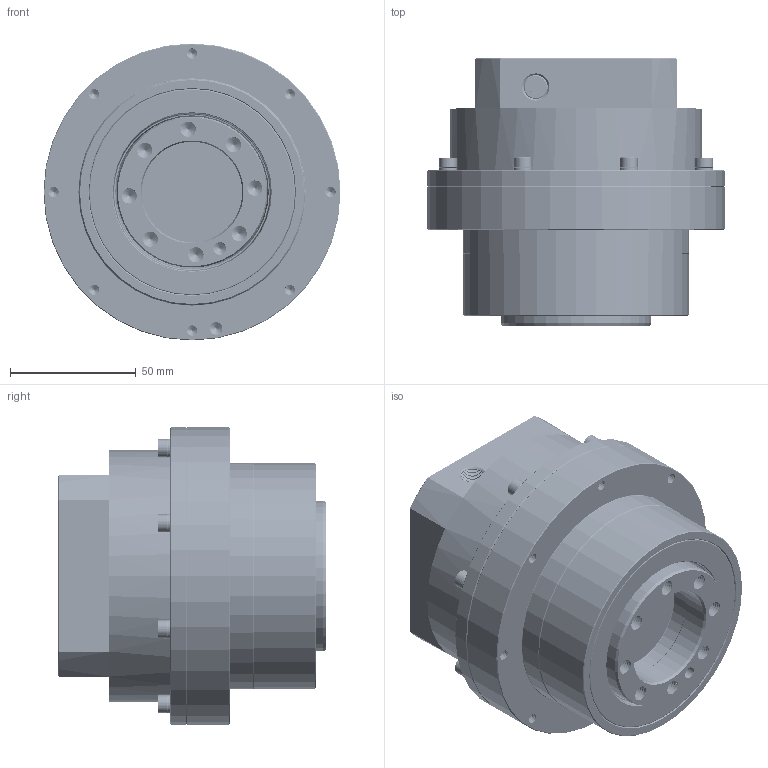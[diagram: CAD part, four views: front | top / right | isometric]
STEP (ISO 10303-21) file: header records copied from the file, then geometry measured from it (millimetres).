
FILE_DESCRIPTION (( 'STEP AP203' ), '1' );
FILE_NAME ('DRP125 750W.STEP', '2022-10-20T08:20:08', ( '' ), ( '' ), 'SwSTEP 2.0', 'SolidWorks 2022', '' );
FILE_SCHEMA (( 'CONFIG_CONTROL_DESIGN' ));
Length unit declared in the file: millimetre
Products named in the file (19): Oil Seal-TC d24XD40XB8; DRP125 750W; Motor Clamp 75B; BRG6812; C-ring R80; DRP125 75 Input Gear; DRP125 Rotor; BRG6909 ball; 溶纂獐お 6x15_晦獄; VC d60D82B6; 蝶Щ葭諦敷 M4; DRP125 75 Housing; BRG6901; DRP125 Frame; DRP125 Spacer; BRG6909 outer; BRG6909 iner; BRG6909; 溶纂獐お 4x15
Assembly tree (49 placements, depth 3):
  DRP125 750W
    DRP125 Frame
    C-ring R80
    DRP125 75 Housing
    DRP125 75 Input Gear
    DRP125 Rotor
    VC d60D82B6
    BRG6901
    BRG6812
    BRG6909
      BRG6909 iner
      BRG6909 ball  x18
      BRG6909 outer
    DRP125 Spacer
    Motor Clamp 75B
    溶纂獐お 6x15_晦獄
    溶纂獐お 4x15  x8
    蝶Щ葭諦敷 M4  x8
    Oil Seal-TC d24XD40XB8
Bounding box: 118 x 106.3 x 118 mm (x, y, z)
Volume: 530204.2 mm3; surface area: 204470.4 mm2
Topology: 48 solids, 51 shells, 2227 faces, 5682 edges, 3547 vertices
Faces by surface type: cylinder 1216, cone 328, torus 280, plane 245, bspline 122, sphere 36
Entity records: 174923 total; most frequent: CARTESIAN_POINT 130229, ORIENTED_EDGE 9952, DIRECTION 7640, EDGE_CURVE 4976, VERTEX_POINT 3151, AXIS2_PLACEMENT_3D 3035, EDGE_LOOP 2069, ADVANCED_FACE 1941
